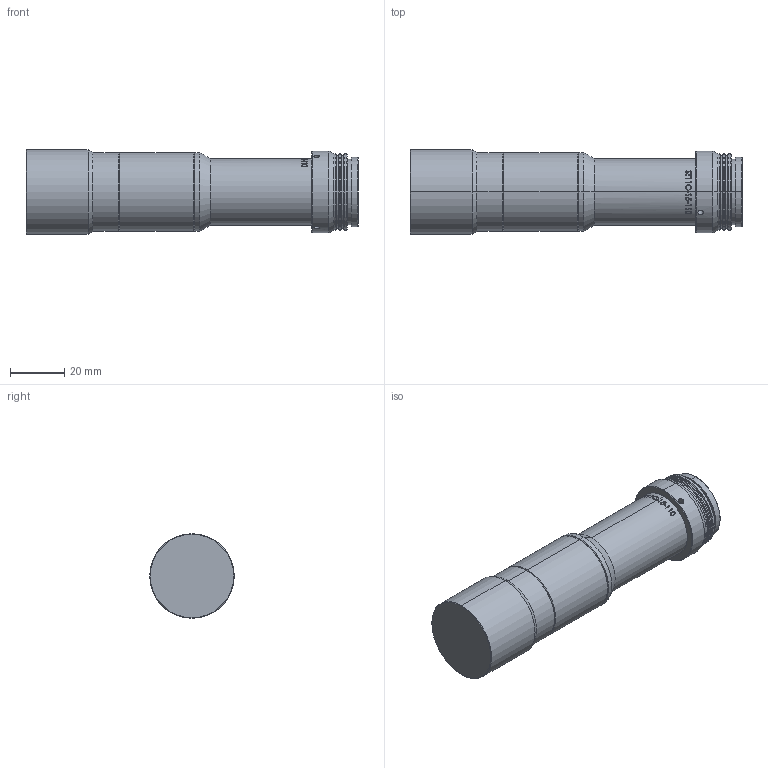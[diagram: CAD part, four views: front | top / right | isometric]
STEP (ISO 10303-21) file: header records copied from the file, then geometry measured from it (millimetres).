
FILE_DESCRIPTION (( 'STEP AP214' ), '1' );
FILE_NAME ('ST11C-15-110STEP_ÎÞÀâ¾µ.STEP', '2024-06-15T10:02:39', ( '' ), ( '' ), 'SwSTEP 2.0', 'SolidWorks 2018', '' );
FILE_SCHEMA (( 'AUTOMOTIVE_DESIGN' ));
Length unit declared in the file: millimetre
Products named in the file (5): 堈陑C諉諳; ST11C-15-110STEP_拸濩噩; 蟀諉璃; 噩芠1; 噩芠3
Assembly tree (4 placements, depth 2):
  ST11C-15-110STEP_拸濩噩
    噩芠1
    噩芠3
    蟀諉璃
    堈陑C諉諳
Bounding box: 121.91 x 31 x 31 mm (x, y, z)
Volume: 78537.5 mm3; surface area: 18577.3 mm2
Topology: 4 solids, 4 shells, 221 faces, 517 edges, 328 vertices
Faces by surface type: plane 65, cylinder 60, bspline 52, cone 44
Entity records: 11508 total; most frequent: CARTESIAN_POINT 6434, ORIENTED_EDGE 1034, DIRECTION 868, EDGE_CURVE 517, AXIS2_PLACEMENT_3D 350, VERTEX_POINT 328, EDGE_LOOP 253, ADVANCED_FACE 221
